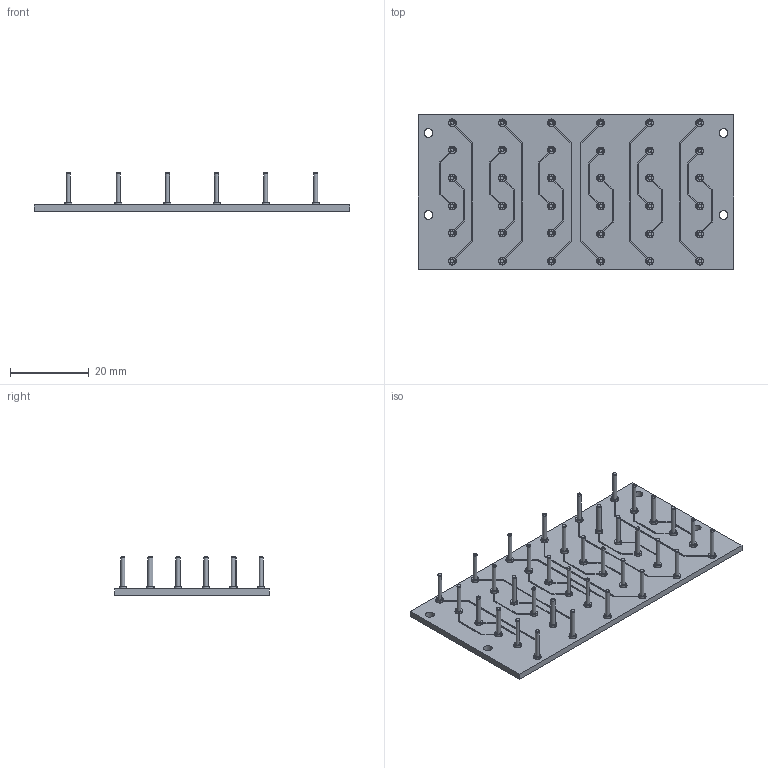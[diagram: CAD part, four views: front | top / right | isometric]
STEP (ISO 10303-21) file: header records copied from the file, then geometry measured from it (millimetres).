
FILE_DESCRIPTION(/* description */ ('KiCad electronic assembly'),/* implementation_level */ '2;1');
FILE_NAME(/* name */ 'HVPatchBoard.stp',/* time_stamp */ '2020-07-08T11:30:31-04:00',/* author */ ('elmar'),/* organization */ ('A Company'),/* preprocessor_version */ 'ST-DEVELOPER v18',/* originating_system */ 'Autodesk Inventor 2020',/* authorisation */ 'Unknown');
FILE_SCHEMA (('AUTOMOTIVE_DESIGN { 1 0 10303 214 3 1 1 }'));
Length unit declared in the file: millimetre
Products named in the file (5): HVPatchBoard; Harwin_pin_019144; SOLID; COMPOUND; FrontCopper
Assembly tree (39 placements, depth 3):
  HVPatchBoard
    Harwin_pin_019144  x36
      SOLID
    COMPOUND
    FrontCopper
Bounding box: 80.01 x 39.12 x 9.76 mm (x, y, z)
Volume: 5234.2 mm3; surface area: 8524.2 mm2
Topology: 55 solids, 55 shells, 2033 faces, 5813 edges, 3962 vertices
Faces by surface type: plane 1741, cylinder 220, cone 72
Full cylindrical faces by diameter (mm): 0.8 x36, 1 x72, 1.03 x72, 1.78 x36, 2.2 x4
Entity records: 56366 total; most frequent: CARTESIAN_POINT 10102, ORIENTED_EDGE 10014, DIRECTION 8711, EDGE_CURVE 5007, LINE 4759, VECTOR 4759, VERTEX_POINT 3367, AXIS2_PLACEMENT_3D 1976
